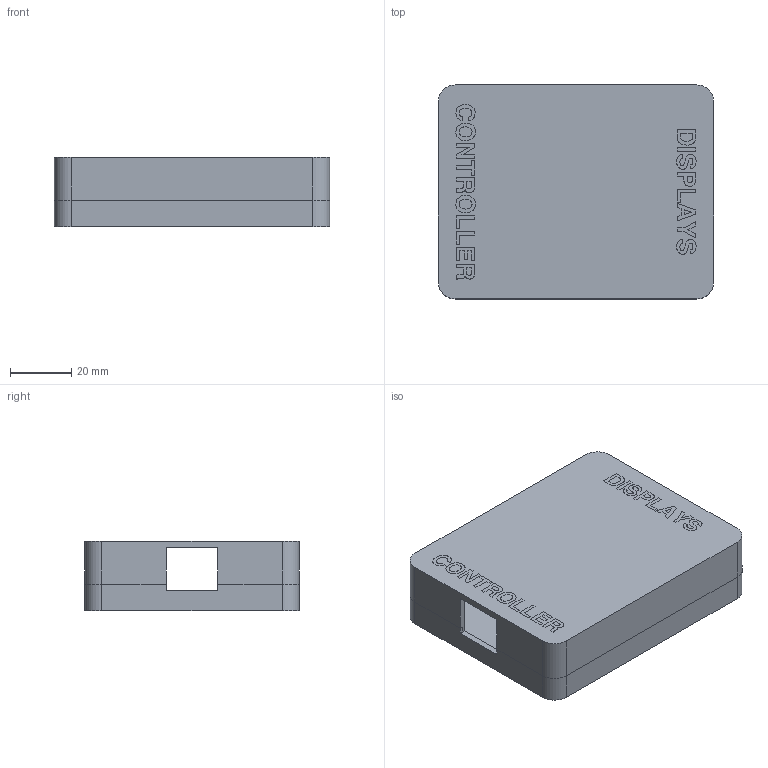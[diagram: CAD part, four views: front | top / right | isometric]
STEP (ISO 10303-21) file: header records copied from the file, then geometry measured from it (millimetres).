
FILE_DESCRIPTION(/* description */ (''),/* implementation_level */ '2;1');
FILE_NAME(/* name */ 'junction_case_v2.step',/* time_stamp */ '2024-06-27T21:15:23+02:00',/* author */ (''),/* organization */ (''),/* preprocessor_version */ 'ST-DEVELOPER v20',/* originating_system */ 'Autodesk Translation Framework v13.14.0.145',/* authorisation */ '');
FILE_SCHEMA (('AUTOMOTIVE_DESIGN { 1 0 10303 214 3 1 1 }'));
Length unit declared in the file: millimetre
Products named in the file (5): junction_case_v2; junction_case; junction_case_bottom; junction_case_top; text
Assembly tree (4 placements, depth 4):
  junction_case_v2
    junction_case
      junction_case_bottom
      junction_case_top
        text
Bounding box: 90 x 70 x 22.6 mm (x, y, z)
Volume: 39846 mm3; surface area: 39740.9 mm2
Topology: 20 solids, 20 shells, 735 faces, 1988 edges, 1324 vertices
Faces by surface type: plane 389, bspline 300, cylinder 42, cone 4
Full cylindrical faces by diameter (mm): 1.6 x4, 3.2 x4
Entity records: 26123 total; most frequent: CARTESIAN_POINT 9448, ORIENTED_EDGE 3976, DIRECTION 2364, EDGE_CURVE 1988, VERTEX_POINT 1324, LINE 1300, VECTOR 1300, EDGE_LOOP 788
